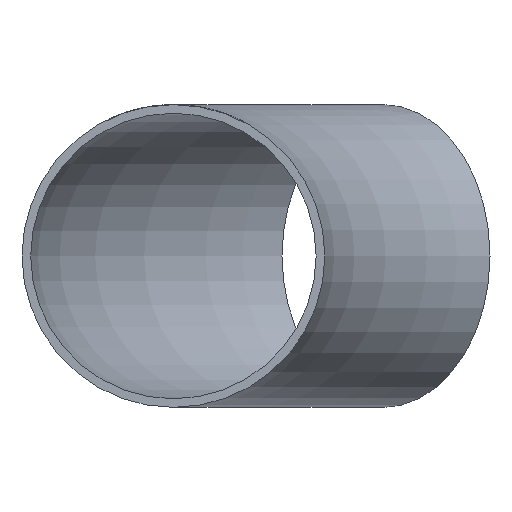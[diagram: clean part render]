
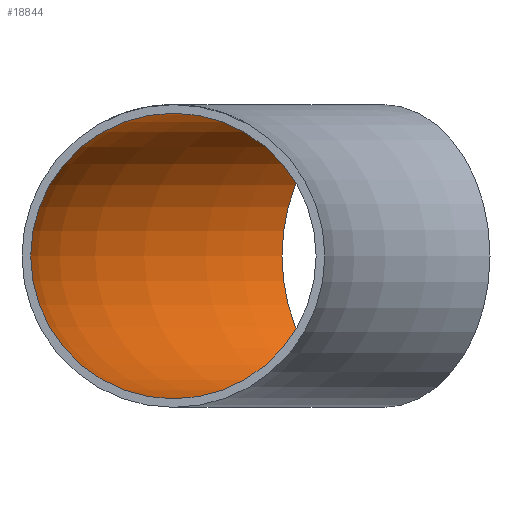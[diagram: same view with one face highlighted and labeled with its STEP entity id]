
A CAD part, front view. The second image highlights one B-rep face of the part: STEP entity #18844.
In plain terms, the highlighted toroidal (fillet/blend) face has major radius 330 mm and minor radius 65.85 mm.
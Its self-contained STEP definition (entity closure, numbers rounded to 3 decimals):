
#1013 = EDGE_CURVE ( 'NONE', #10179, #10179, #11162, .T. ) ;
#5568 = ORIENTED_EDGE ( 'NONE', *, *, #1013, .F. ) ;
#5843 = EDGE_LOOP ( 'NONE', ( #12268 ) ) ;
#8155 = CARTESIAN_POINT ( 'NONE',  ( -330., 0., 65.85 ) ) ;
#8596 = DIRECTION ( 'NONE',  ( -1., 0., 0. ) ) ;
#9920 = AXIS2_PLACEMENT_3D ( 'NONE', #16816, #24288, #22767 ) ;
#10179 = VERTEX_POINT ( 'NONE', #8155 ) ;
#10431 = VERTEX_POINT ( 'NONE', #12328 ) ;
#11162 = CIRCLE ( 'NONE', #9920, 65.85 ) ;
#11172 = AXIS2_PLACEMENT_3D ( 'NONE', #16072, #23811, #8596 ) ;
#12268 = ORIENTED_EDGE ( 'NONE', *, *, #15689, .T. ) ;
#12328 = CARTESIAN_POINT ( 'NONE',  ( -279.908, 279.908, 0. ) ) ;
#13185 = EDGE_LOOP ( 'NONE', ( #5568 ) ) ;
#15645 = DIRECTION ( 'NONE',  ( -0.707, 0.707, 0. ) ) ;
#15689 = EDGE_CURVE ( 'NONE', #10431, #10431, #25068, .T. ) ;
#15752 = AXIS2_PLACEMENT_3D ( 'NONE', #21363, #21611, #15645 ) ;
#16072 = CARTESIAN_POINT ( 'NONE',  ( 0., 0., 0. ) ) ;
#16331 = FACE_OUTER_BOUND ( 'NONE', #13185, .T. ) ;
#16816 = CARTESIAN_POINT ( 'NONE',  ( -330., 0., 0. ) ) ;
#18844 = ADVANCED_FACE ( 'NONE', ( #20135, #16331 ), #20070, .F. ) ;
#20070 = TOROIDAL_SURFACE ( 'NONE', #11172, 330., 65.85 ) ;
#20135 = FACE_OUTER_BOUND ( 'NONE', #5843, .T. ) ;
#21363 = CARTESIAN_POINT ( 'NONE',  ( -233.345, 233.345, 0. ) ) ;
#21611 = DIRECTION ( 'NONE',  ( 0.707, 0.707, 0. ) ) ;
#22767 = DIRECTION ( 'NONE',  ( 0., 0., 1. ) ) ;
#23811 = DIRECTION ( 'NONE',  ( 0., 0., -1. ) ) ;
#24288 = DIRECTION ( 'NONE',  ( 0., 1., 0. ) ) ;
#25068 = CIRCLE ( 'NONE', #15752, 65.85 ) ;
